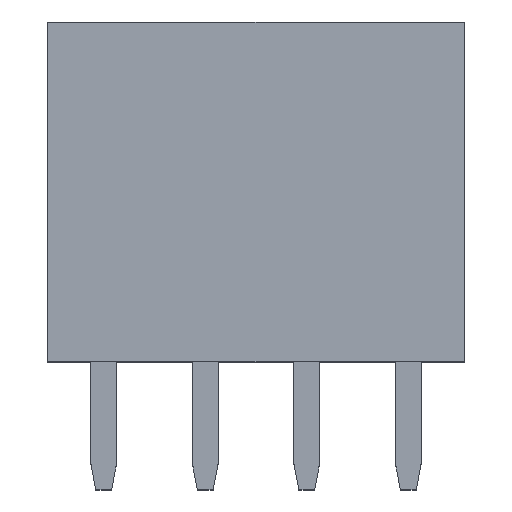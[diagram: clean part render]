
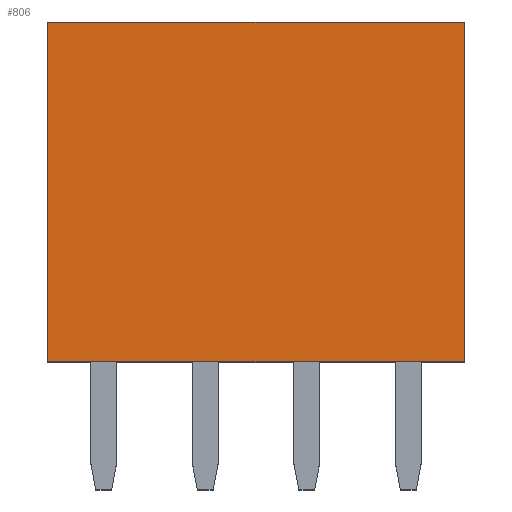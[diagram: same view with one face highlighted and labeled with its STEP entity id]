
A CAD part, top view. The second image highlights one B-rep face of the part: STEP entity #806.
In plain terms, the highlighted planar face has unit normal (0, 0, 1).
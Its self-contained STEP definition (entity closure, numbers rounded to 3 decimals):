
#806=ADVANCED_FACE('',(#1631),#1632,.T.);
#1631=FACE_OUTER_BOUND('',#2462,.T.);
#1632=PLANE('',#2463);
#2462=EDGE_LOOP('',(#5055,#5056,#5057,#5058));
#2463=AXIS2_PLACEMENT_3D('',#5059,#5060,#5061);
#5055=ORIENTED_EDGE('',*,*,#6232,.T.);
#5056=ORIENTED_EDGE('',*,*,#6233,.F.);
#5057=ORIENTED_EDGE('',*,*,#6234,.F.);
#5058=ORIENTED_EDGE('',*,*,#5720,.T.);
#5059=CARTESIAN_POINT('',(-5.205,4.25,2.5));
#5060=DIRECTION('',(0.,0.0,1.0));
#5061=DIRECTION('',(0.0,-1.0,0.0));
#5720=EDGE_CURVE('',#7075,#7073,#7076,.T.);
#6232=EDGE_CURVE('',#7073,#7840,#7841,.T.);
#6233=EDGE_CURVE('',#7842,#7840,#7843,.T.);
#6234=EDGE_CURVE('',#7075,#7842,#7844,.T.);
#7073=VERTEX_POINT('',#9063);
#7075=VERTEX_POINT('',#9066);
#7076=LINE('',#9067,#9068);
#7840=VERTEX_POINT('',#10200);
#7841=LINE('',#10201,#10202);
#7842=VERTEX_POINT('',#10203);
#7843=LINE('',#10204,#10205);
#7844=LINE('',#10206,#10207);
#9063=CARTESIAN_POINT('',(5.205,0.0,2.5));
#9066=CARTESIAN_POINT('',(-5.205,0.0,2.5));
#9067=CARTESIAN_POINT('',(-5.205,0.0,2.5));
#9068=VECTOR('',#10721,1.0);
#10200=CARTESIAN_POINT('',(5.205,8.5,2.5));
#10201=CARTESIAN_POINT('',(5.205,0.0,2.5));
#10202=VECTOR('',#11141,1.0);
#10203=CARTESIAN_POINT('',(-5.205,8.5,2.5));
#10204=CARTESIAN_POINT('',(-5.205,8.5,2.5));
#10205=VECTOR('',#11142,1.0);
#10206=CARTESIAN_POINT('',(-5.205,0.0,2.5));
#10207=VECTOR('',#11143,1.0);
#10721=DIRECTION('',(1.0,0.0,0.));
#11141=DIRECTION('',(0.0,1.0,0.0));
#11142=DIRECTION('',(1.0,0.0,0.));
#11143=DIRECTION('',(0.0,1.0,0.0));
